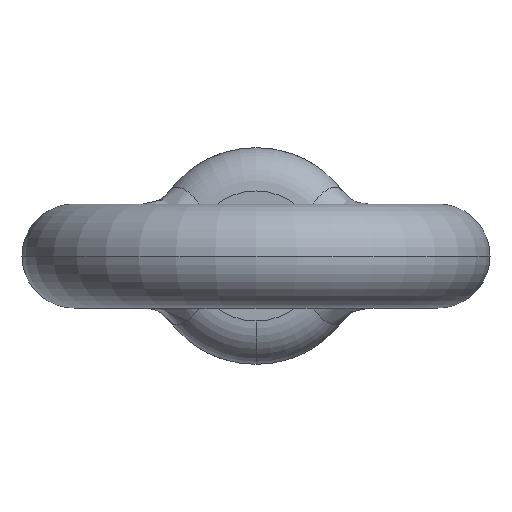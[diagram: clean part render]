
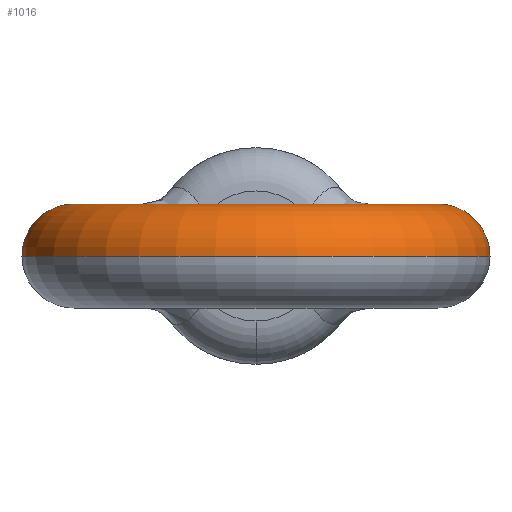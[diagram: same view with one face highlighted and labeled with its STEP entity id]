
A CAD part, front view. The second image highlights one B-rep face of the part: STEP entity #1016.
In plain terms, the highlighted toroidal (fillet/blend) face has major radius 21 mm and minor radius 6 mm.
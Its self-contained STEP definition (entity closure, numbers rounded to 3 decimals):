
#15 = FACE_OUTER_BOUND ( 'NONE', #647, .T. ) ;
#273 = CARTESIAN_POINT ( 'NONE',  ( -27., -27.5, 0. ) ) ;
#294 = CARTESIAN_POINT ( 'NONE',  ( 21., -27.5, 0. ) ) ;
#317 = CARTESIAN_POINT ( 'NONE',  ( -15., -27.5, 0. ) ) ;
#432 = VERTEX_POINT ( 'NONE', #273 ) ;
#572 = DIRECTION ( 'NONE',  ( 0., 1., 0. ) ) ;
#591 = VERTEX_POINT ( 'NONE', #1762 ) ;
#647 = EDGE_LOOP ( 'NONE', ( #2555, #898, #2439, #1394 ) ) ;
#748 = DIRECTION ( 'NONE',  ( 0., 0., 1. ) ) ;
#888 = AXIS2_PLACEMENT_3D ( 'NONE', #1181, #748, #1958 ) ;
#898 = ORIENTED_EDGE ( 'NONE', *, *, #980, .T. ) ;
#905 = EDGE_CURVE ( 'NONE', #432, #2492, #1768, .T. ) ;
#980 = EDGE_CURVE ( 'NONE', #432, #591, #2023, .T. ) ;
#1016 = ADVANCED_FACE ( 'NONE', ( #15 ), #1900, .T. ) ;
#1049 = DIRECTION ( 'NONE',  ( 1., 0., 0. ) ) ;
#1181 = CARTESIAN_POINT ( 'NONE',  ( 0., -27.5, 0. ) ) ;
#1185 = AXIS2_PLACEMENT_3D ( 'NONE', #294, #1907, #1889 ) ;
#1226 = CIRCLE ( 'NONE', #888, 15. ) ;
#1237 = DIRECTION ( 'NONE',  ( 1., 0., 0. ) ) ;
#1359 = AXIS2_PLACEMENT_3D ( 'NONE', #1774, #572, #2591 ) ;
#1394 = ORIENTED_EDGE ( 'NONE', *, *, #1978, .F. ) ;
#1438 = CIRCLE ( 'NONE', #1185, 6. ) ;
#1460 = DIRECTION ( 'NONE',  ( 0., 0., 1. ) ) ;
#1628 = DIRECTION ( 'NONE',  ( 0., 0., 1. ) ) ;
#1762 = CARTESIAN_POINT ( 'NONE',  ( 27., -27.5, 0. ) ) ;
#1768 = CIRCLE ( 'NONE', #1359, 6. ) ;
#1774 = CARTESIAN_POINT ( 'NONE',  ( -21., -27.5, 0. ) ) ;
#1795 = CARTESIAN_POINT ( 'NONE',  ( 0., -27.5, 0. ) ) ;
#1889 = DIRECTION ( 'NONE',  ( 0., 0., -1. ) ) ;
#1900 = TOROIDAL_SURFACE ( 'NONE', #2489, 21., 6. ) ;
#1907 = DIRECTION ( 'NONE',  ( 0., -1., 0. ) ) ;
#1958 = DIRECTION ( 'NONE',  ( 1., 0., 0. ) ) ;
#1978 = EDGE_CURVE ( 'NONE', #2492, #2320, #1226, .T. ) ;
#2023 = CIRCLE ( 'NONE', #2105, 27. ) ;
#2105 = AXIS2_PLACEMENT_3D ( 'NONE', #1795, #1460, #1237 ) ;
#2320 = VERTEX_POINT ( 'NONE', #2444 ) ;
#2439 = ORIENTED_EDGE ( 'NONE', *, *, #2565, .T. ) ;
#2444 = CARTESIAN_POINT ( 'NONE',  ( 15., -27.5, 0. ) ) ;
#2489 = AXIS2_PLACEMENT_3D ( 'NONE', #2600, #1628, #1049 ) ;
#2492 = VERTEX_POINT ( 'NONE', #317 ) ;
#2555 = ORIENTED_EDGE ( 'NONE', *, *, #905, .F. ) ;
#2565 = EDGE_CURVE ( 'NONE', #591, #2320, #1438, .T. ) ;
#2591 = DIRECTION ( 'NONE',  ( -1., 0., 0. ) ) ;
#2600 = CARTESIAN_POINT ( 'NONE',  ( 0., -27.5, 0. ) ) ;
